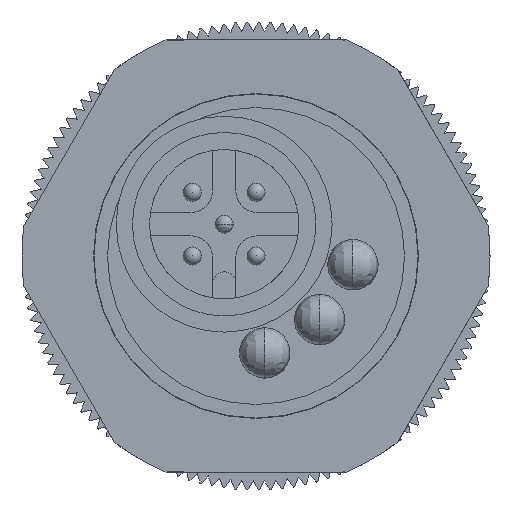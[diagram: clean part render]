
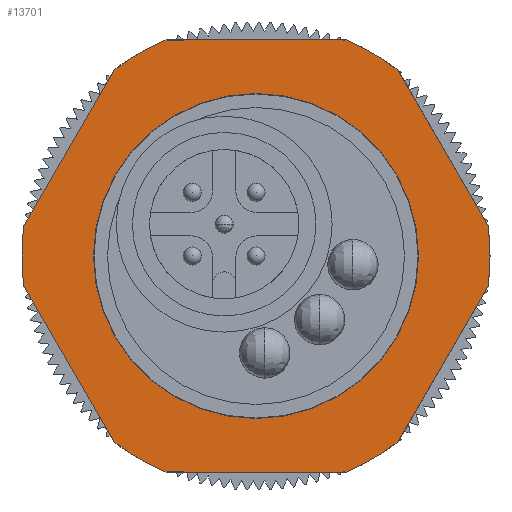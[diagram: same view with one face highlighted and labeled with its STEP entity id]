
A CAD part, left-side view. The second image highlights one B-rep face of the part: STEP entity #13701.
In plain terms, the highlighted face is planar.
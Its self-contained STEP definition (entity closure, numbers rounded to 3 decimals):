
#2243 = DIRECTION ( 'NONE',  ( 1., 0., 0. ) ) ;
#2400 = CARTESIAN_POINT ( 'NONE',  ( 0., 13., 0. ) ) ;
#2424 = CARTESIAN_POINT ( 'NONE',  ( 0., 12.892, -1.67 ) ) ;
#2461 = DIRECTION ( 'NONE',  ( 0., 1., 0. ) ) ;
#2462 = DIRECTION ( 'NONE',  ( -1., 0., 0. ) ) ;
#2463 = CARTESIAN_POINT ( 'NONE',  ( 0., 0., 0. ) ) ;
#2464 = AXIS2_PLACEMENT_3D ( 'NONE', #2463, #2462, #2461 ) ;
#2465 = CIRCLE ( 'NONE', #2464, 13. ) ;
#2499 = CARTESIAN_POINT ( 'NONE',  ( 0., 0., 0. ) ) ;
#2500 = AXIS2_PLACEMENT_3D ( 'NONE', #2499, #2243, #2755 ) ;
#2630 = DIRECTION ( 'NONE',  ( 0., 1., 0. ) ) ;
#2631 = VECTOR ( 'NONE', #2630, 1000. ) ;
#2632 = CARTESIAN_POINT ( 'NONE',  ( 0., 0., -12. ) ) ;
#2633 = LINE ( 'NONE', #2632, #2631 ) ;
#2755 = DIRECTION ( 'NONE',  ( 0., 1., 0. ) ) ;
#2756 = CIRCLE ( 'NONE', #2500, 13. ) ;
#2762 = CARTESIAN_POINT ( 'NONE',  ( 0., 7.892, -10.33 ) ) ;
#2791 = CARTESIAN_POINT ( 'NONE',  ( 0., 12.892, 1.67 ) ) ;
#2792 = DIRECTION ( 'NONE',  ( 0., -0.5, 0.866 ) ) ;
#2793 = VECTOR ( 'NONE', #2792, 1000. ) ;
#2794 = CARTESIAN_POINT ( 'NONE',  ( 0., 12.892, 1.67 ) ) ;
#2795 = LINE ( 'NONE', #2794, #2793 ) ;
#3383 = CARTESIAN_POINT ( 'NONE',  ( 0., -9.025, 0. ) ) ;
#3439 = CARTESIAN_POINT ( 'NONE',  ( 0., 9.025, 0. ) ) ;
#3440 = DIRECTION ( 'NONE',  ( 0., 1., 0. ) ) ;
#3441 = DIRECTION ( 'NONE',  ( -1., 0., 0. ) ) ;
#3442 = CARTESIAN_POINT ( 'NONE',  ( 0., 0., 0. ) ) ;
#3443 = AXIS2_PLACEMENT_3D ( 'NONE', #3442, #3441, #3440 ) ;
#3444 = CIRCLE ( 'NONE', #3443, 9.025 ) ;
#7931 = VERTEX_POINT ( 'NONE', #2400 ) ;
#7957 = VERTEX_POINT ( 'NONE', #2424 ) ;
#7972 = EDGE_CURVE ( 'NONE', #7931, #7957, #2465, .T. ) ;
#8092 = EDGE_CURVE ( 'NONE', #13563, #13577, #2633, .T. ) ;
#8168 = VERTEX_POINT ( 'NONE', #2762 ) ;
#8172 = EDGE_CURVE ( 'NONE', #13577, #8168, #2756, .T. ) ;
#8194 = EDGE_CURVE ( 'NONE', #8195, #13314, #2795, .T. ) ;
#8195 = VERTEX_POINT ( 'NONE', #2791 ) ;
#8537 = VERTEX_POINT ( 'NONE', #3383 ) ;
#8572 = EDGE_CURVE ( 'NONE', #8573, #8537, #3444, .T. ) ;
#8573 = VERTEX_POINT ( 'NONE', #3439 ) ;
#13238 = EDGE_CURVE ( 'NONE', #13314, #13239, #17967, .T. ) ;
#13239 = VERTEX_POINT ( 'NONE', #17962 ) ;
#13282 = VERTEX_POINT ( 'NONE', #18076 ) ;
#13314 = VERTEX_POINT ( 'NONE', #18092 ) ;
#13325 = EDGE_CURVE ( 'NONE', #13391, #13282, #18147, .T. ) ;
#13391 = VERTEX_POINT ( 'NONE', #18245 ) ;
#13393 = EDGE_CURVE ( 'NONE', #13239, #13391, #18244, .T. ) ;
#13431 = EDGE_CURVE ( 'NONE', #13441, #13450, #18263, .T. ) ;
#13437 = EDGE_CURVE ( 'NONE', #13282, #13441, #18258, .T. ) ;
#13441 = VERTEX_POINT ( 'NONE', #18254 ) ;
#13450 = VERTEX_POINT ( 'NONE', #18249 ) ;
#13546 = EDGE_CURVE ( 'NONE', #13450, #13619, #18400, .T. ) ;
#13563 = VERTEX_POINT ( 'NONE', #18382 ) ;
#13565 = EDGE_CURVE ( 'NONE', #13619, #13563, #18381, .T. ) ;
#13577 = VERTEX_POINT ( 'NONE', #18433 ) ;
#13619 = VERTEX_POINT ( 'NONE', #18444 ) ;
#13623 = ORIENTED_EDGE ( 'NONE', *, *, #13565, .T. ) ;
#13624 = ORIENTED_EDGE ( 'NONE', *, *, #8092, .T. ) ;
#13625 = ORIENTED_EDGE ( 'NONE', *, *, #8172, .T. ) ;
#13626 = ORIENTED_EDGE ( 'NONE', *, *, #13627, .F. ) ;
#13627 = EDGE_CURVE ( 'NONE', #7957, #8168, #18502, .T. ) ;
#13640 = ORIENTED_EDGE ( 'NONE', *, *, #8572, .T. ) ;
#13641 = ORIENTED_EDGE ( 'NONE', *, *, #13642, .T. ) ;
#13642 = EDGE_CURVE ( 'NONE', #8537, #8573, #18482, .T. ) ;
#13671 = ORIENTED_EDGE ( 'NONE', *, *, #7972, .F. ) ;
#13672 = ORIENTED_EDGE ( 'NONE', *, *, #13673, .F. ) ;
#13673 = EDGE_CURVE ( 'NONE', #8195, #7931, #18565, .T. ) ;
#13674 = ORIENTED_EDGE ( 'NONE', *, *, #8194, .T. ) ;
#13675 = ORIENTED_EDGE ( 'NONE', *, *, #13238, .T. ) ;
#13676 = ORIENTED_EDGE ( 'NONE', *, *, #13393, .T. ) ;
#13677 = ORIENTED_EDGE ( 'NONE', *, *, #13325, .T. ) ;
#13678 = ORIENTED_EDGE ( 'NONE', *, *, #13437, .T. ) ;
#13679 = ORIENTED_EDGE ( 'NONE', *, *, #13431, .T. ) ;
#13680 = ORIENTED_EDGE ( 'NONE', *, *, #13546, .T. ) ;
#13681 = EDGE_LOOP ( 'NONE', ( #13640, #13641 ) ) ;
#13701 = ADVANCED_FACE ( 'NONE', ( #18592, #18591 ), #18590, .T. ) ;
#13702 = EDGE_LOOP ( 'NONE', ( #13623, #13624, #13625, #13626, #13671, #13672, #13674, #13675, #13676, #13677, #13678, #13679, #13680 ) ) ;
#17962 = CARTESIAN_POINT ( 'NONE',  ( 0., 5., 12. ) ) ;
#17963 = DIRECTION ( 'NONE',  ( 0., 1., 0. ) ) ;
#17964 = DIRECTION ( 'NONE',  ( 1., 0., 0. ) ) ;
#17965 = CARTESIAN_POINT ( 'NONE',  ( 0., 0., 0. ) ) ;
#17966 = AXIS2_PLACEMENT_3D ( 'NONE', #17965, #17964, #17963 ) ;
#17967 = CIRCLE ( 'NONE', #17966, 13. ) ;
#18076 = CARTESIAN_POINT ( 'NONE',  ( 0., -7.892, 10.33 ) ) ;
#18092 = CARTESIAN_POINT ( 'NONE',  ( 0., 7.892, 10.33 ) ) ;
#18143 = DIRECTION ( 'NONE',  ( 0., 1., 0. ) ) ;
#18144 = DIRECTION ( 'NONE',  ( 1., 0., 0. ) ) ;
#18145 = CARTESIAN_POINT ( 'NONE',  ( 0., 0., 0. ) ) ;
#18146 = AXIS2_PLACEMENT_3D ( 'NONE', #18145, #18144, #18143 ) ;
#18147 = CIRCLE ( 'NONE', #18146, 13. ) ;
#18241 = DIRECTION ( 'NONE',  ( 0., -1., 0. ) ) ;
#18242 = VECTOR ( 'NONE', #18241, 1000. ) ;
#18243 = CARTESIAN_POINT ( 'NONE',  ( 0., 0., 12. ) ) ;
#18244 = LINE ( 'NONE', #18243, #18242 ) ;
#18245 = CARTESIAN_POINT ( 'NONE',  ( 0., -5., 12. ) ) ;
#18249 = CARTESIAN_POINT ( 'NONE',  ( 0., -12.892, -1.67 ) ) ;
#18254 = CARTESIAN_POINT ( 'NONE',  ( 0., -12.892, 1.67 ) ) ;
#18255 = DIRECTION ( 'NONE',  ( 0., -0.5, -0.866 ) ) ;
#18256 = VECTOR ( 'NONE', #18255, 1000. ) ;
#18257 = CARTESIAN_POINT ( 'NONE',  ( 0., -7.892, 10.33 ) ) ;
#18258 = LINE ( 'NONE', #18257, #18256 ) ;
#18259 = DIRECTION ( 'NONE',  ( 0., 1., 0. ) ) ;
#18260 = DIRECTION ( 'NONE',  ( 1., 0., 0. ) ) ;
#18261 = CARTESIAN_POINT ( 'NONE',  ( 0., 0., 0. ) ) ;
#18262 = AXIS2_PLACEMENT_3D ( 'NONE', #18261, #18260, #18259 ) ;
#18263 = CIRCLE ( 'NONE', #18262, 13. ) ;
#18377 = DIRECTION ( 'NONE',  ( 0., 1., 0. ) ) ;
#18378 = DIRECTION ( 'NONE',  ( 1., 0., 0. ) ) ;
#18379 = CARTESIAN_POINT ( 'NONE',  ( 0., 0., 0. ) ) ;
#18380 = AXIS2_PLACEMENT_3D ( 'NONE', #18379, #18378, #18377 ) ;
#18381 = CIRCLE ( 'NONE', #18380, 13. ) ;
#18382 = CARTESIAN_POINT ( 'NONE',  ( 0., -5., -12. ) ) ;
#18397 = DIRECTION ( 'NONE',  ( 0., 0.5, -0.866 ) ) ;
#18398 = VECTOR ( 'NONE', #18397, 1000. ) ;
#18399 = CARTESIAN_POINT ( 'NONE',  ( 0., -12.892, -1.67 ) ) ;
#18400 = LINE ( 'NONE', #18399, #18398 ) ;
#18433 = CARTESIAN_POINT ( 'NONE',  ( 0., 5., -12. ) ) ;
#18444 = CARTESIAN_POINT ( 'NONE',  ( 0., -7.892, -10.33 ) ) ;
#18478 = DIRECTION ( 'NONE',  ( 0., 1., 0. ) ) ;
#18479 = DIRECTION ( 'NONE',  ( -1., 0., 0. ) ) ;
#18480 = CARTESIAN_POINT ( 'NONE',  ( 0., 0., 0. ) ) ;
#18481 = AXIS2_PLACEMENT_3D ( 'NONE', #18480, #18479, #18478 ) ;
#18482 = CIRCLE ( 'NONE', #18481, 9.025 ) ;
#18499 = DIRECTION ( 'NONE',  ( 0., -0.5, -0.866 ) ) ;
#18500 = VECTOR ( 'NONE', #18499, 1000. ) ;
#18501 = CARTESIAN_POINT ( 'NONE',  ( 0., 6.928, -12. ) ) ;
#18502 = LINE ( 'NONE', #18501, #18500 ) ;
#18561 = DIRECTION ( 'NONE',  ( 0., 1., 0. ) ) ;
#18562 = DIRECTION ( 'NONE',  ( -1., 0., 0. ) ) ;
#18563 = CARTESIAN_POINT ( 'NONE',  ( 0., 0., 0. ) ) ;
#18564 = AXIS2_PLACEMENT_3D ( 'NONE', #18563, #18562, #18561 ) ;
#18565 = CIRCLE ( 'NONE', #18564, 13. ) ;
#18586 = DIRECTION ( 'NONE',  ( 0., 1., 0. ) ) ;
#18587 = DIRECTION ( 'NONE',  ( 1., 0., 0. ) ) ;
#18588 = CARTESIAN_POINT ( 'NONE',  ( 0., 0., 0. ) ) ;
#18589 = AXIS2_PLACEMENT_3D ( 'NONE', #18588, #18587, #18586 ) ;
#18590 = PLANE ( 'NONE',  #18589 ) ;
#18591 = FACE_BOUND ( 'NONE', #13681, .T. ) ;
#18592 = FACE_OUTER_BOUND ( 'NONE', #13702, .T. ) ;
